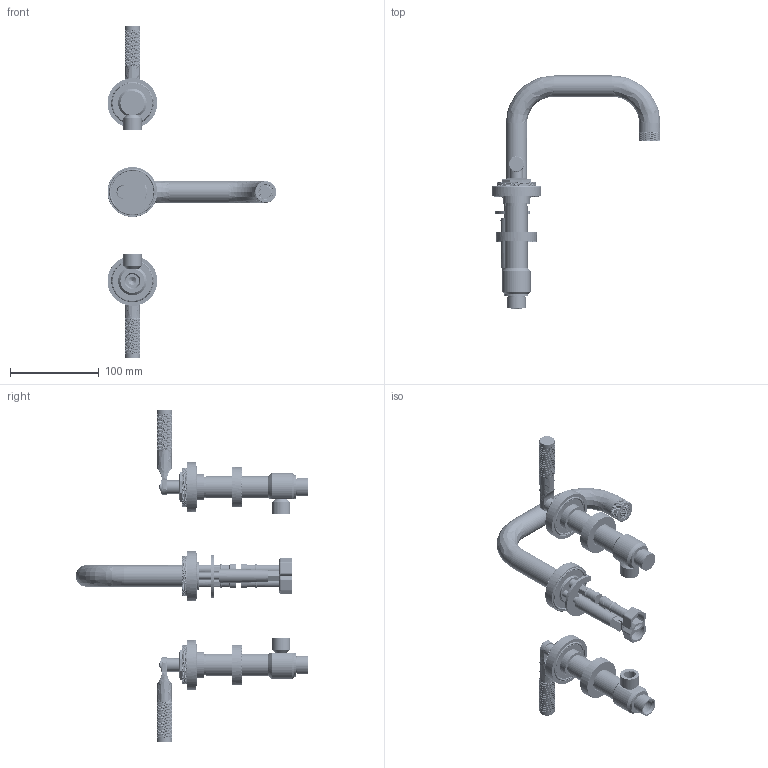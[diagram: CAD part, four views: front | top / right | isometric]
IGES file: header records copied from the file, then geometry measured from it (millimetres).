
Global section: file name: LANDMARK THINNER SPOUTS EXPORTV7K14SLK; native system: Autodesk Inventor 2020; preprocessor: unknown; author: aduggalther; date: 20221125.123227; units: millimetre
Bounding box: 190 x 261.9 x 373.44 mm (x, y, z)
Volume: 384696.8 mm3; surface area: 196053.6 mm2
Topology: 53 solids, 54 shells, 26229 faces, 55614 edges, 29670 vertices
Faces by surface type: bspline 26229
